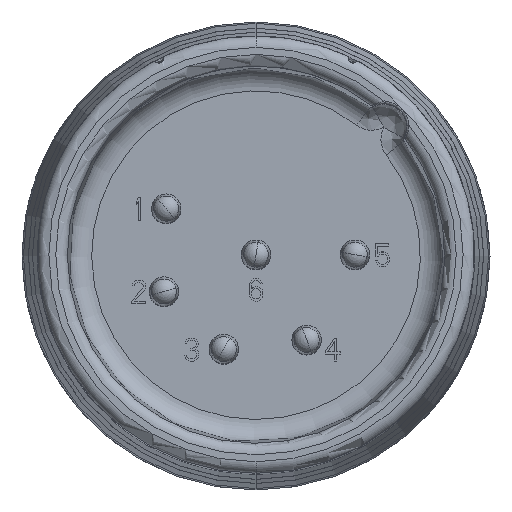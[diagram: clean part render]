
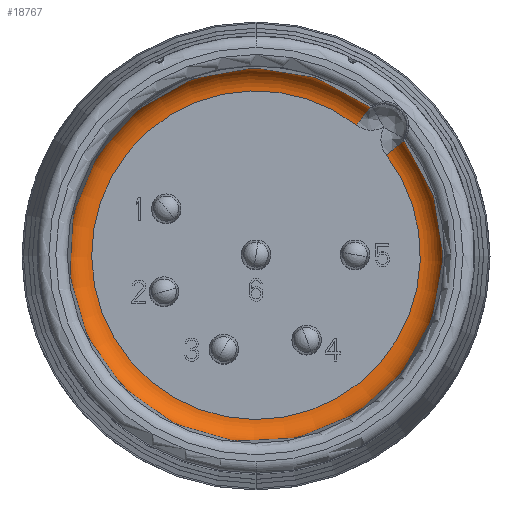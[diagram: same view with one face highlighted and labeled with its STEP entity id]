
A CAD part, top view. The second image highlights one B-rep face of the part: STEP entity #18767.
In plain terms, the highlighted toroidal (fillet/blend) face has major radius 7.139 mm and minor radius 0.99 mm.
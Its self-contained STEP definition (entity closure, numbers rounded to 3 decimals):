
#3681=CARTESIAN_POINT('',(0.,0.,0.985));
#3682=DIRECTION('',(0.,0.,1.));
#3683=DIRECTION('',(0.611,0.792,0.));
#3684=AXIS2_PLACEMENT_3D('',#3681,#3682,#3683);
#3686=CARTESIAN_POINT('',(4.964,6.438,0.985));
#3687=CARTESIAN_POINT('',(4.964,6.437,0.899));
#3688=CARTESIAN_POINT('',(4.949,6.419,0.727));
#3689=CARTESIAN_POINT('',(4.888,6.339,0.486));
#3690=CARTESIAN_POINT('',(4.791,6.213,0.28));
#3691=CARTESIAN_POINT('',(4.664,6.049,0.122));
#3692=CARTESIAN_POINT('',(4.517,5.858,0.023));
#3693=CARTESIAN_POINT('',(4.412,5.722,0.));
#3694=CARTESIAN_POINT('',(4.359,5.654,0.));
#3696=CARTESIAN_POINT('',(0.,0.,0.));
#3697=DIRECTION('',(0.,0.,1.));
#3698=DIRECTION('',(0.611,0.792,0.));
#3699=AXIS2_PLACEMENT_3D('',#3696,#3697,#3698);
#3701=CARTESIAN_POINT('',(5.654,4.359,0.99));
#3702=DIRECTION('',(0.611,-0.792,0.));
#3703=DIRECTION('',(0.,0.,-1.));
#3704=AXIS2_PLACEMENT_3D('',#3701,#3702,#3703);
#14354=CARTESIAN_POINT('',(4.964,6.438,
0.985));
#14355=CARTESIAN_POINT('',(6.438,4.964,
0.985));
#14356=VERTEX_POINT('',#14354);
#14357=VERTEX_POINT('',#14355);
#14358=CARTESIAN_POINT('',(4.359,5.654,0.));
#14359=CARTESIAN_POINT('',(5.654,4.359,0.));
#14360=VERTEX_POINT('',#14358);
#14361=VERTEX_POINT('',#14359);
#18753=CARTESIAN_POINT('',(0.,0.,0.99));
#18754=DIRECTION('',(0.,0.,-1.));
#18755=DIRECTION('',(0.705,0.709,0.));
#18756=AXIS2_PLACEMENT_3D('',#18753,#18754,#18755);
#18757=TOROIDAL_SURFACE('',#18756,7.139,0.99);
#18759=ORIENTED_EDGE('',*,*,#18758,.F.);
#18761=ORIENTED_EDGE('',*,*,#18760,.T.);
#18762=ORIENTED_EDGE('',*,*,#18267,.T.);
#18764=ORIENTED_EDGE('',*,*,#18763,.T.);
#18765=EDGE_LOOP('',(#18759,#18761,#18762,#18764));
#18766=FACE_OUTER_BOUND('',#18765,.F.);
#18767=ADVANCED_FACE('',(#18766),#18757,.F.);
#3685=CIRCLE('',#3684,8.129);
#3695=B_SPLINE_CURVE_WITH_KNOTS('',3,(#3686,#3687,#3688,#3689,#3690,#3691,#3692,
#3693,#3694),.UNSPECIFIED.,.F.,.F.,(4,1,1,1,1,1,4),(0.,0.167,
0.333,0.5,0.667,0.833,1.),
.UNSPECIFIED.);
#3700=CIRCLE('',#3699,7.139);
#3705=CIRCLE('',#3704,0.99);
#18267=EDGE_CURVE('',#14360,#14361,#3700,.T.);
#18758=EDGE_CURVE('',#14356,#14357,#3685,.T.);
#18760=EDGE_CURVE('',#14356,#14360,#3695,.T.);
#18763=EDGE_CURVE('',#14361,#14357,#3705,.T.);
